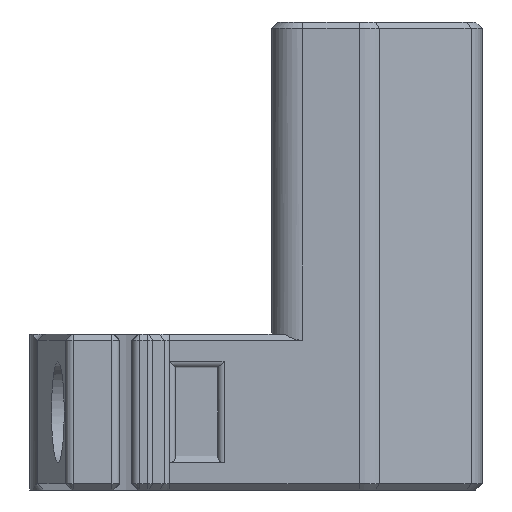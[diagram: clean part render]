
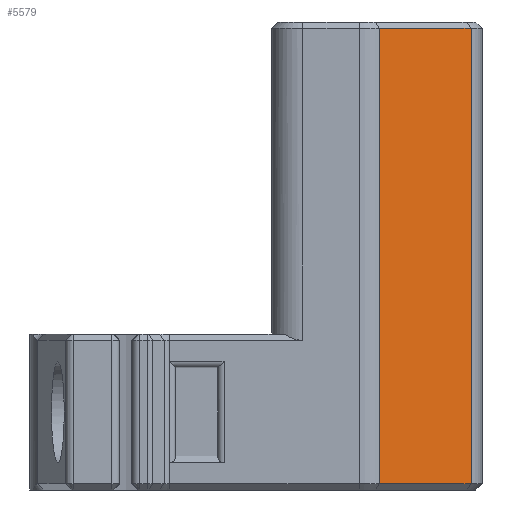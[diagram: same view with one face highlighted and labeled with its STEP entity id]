
A CAD part, left-side view. The second image highlights one B-rep face of the part: STEP entity #5579.
In plain terms, the highlighted planar face has unit normal (-0.766, -0.643, 0).
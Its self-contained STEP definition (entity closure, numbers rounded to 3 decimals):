
#595=FACE_OUTER_BOUND('',#941,.T.);
#941=EDGE_LOOP('',(#4276,#4277,#4278,#4279));
#1357=LINE('',#8459,#1916);
#1384=LINE('',#8539,#1943);
#1413=LINE('',#8630,#1972);
#1414=LINE('',#8632,#1973);
#1916=VECTOR('',#6805,10.);
#1943=VECTOR('',#6894,10.);
#1972=VECTOR('',#6975,10.);
#1973=VECTOR('',#6978,10.);
#2468=VERTEX_POINT('',#8453);
#2469=VERTEX_POINT('',#8457);
#2482=VERTEX_POINT('',#8534);
#2483=VERTEX_POINT('',#8538);
#3059=EDGE_CURVE('',#2469,#2468,#1357,.T.);
#3096=EDGE_CURVE('',#2482,#2483,#1384,.T.);
#3131=EDGE_CURVE('',#2483,#2469,#1413,.T.);
#3132=EDGE_CURVE('',#2468,#2482,#1414,.T.);
#4276=ORIENTED_EDGE('',*,*,#3059,.F.);
#4277=ORIENTED_EDGE('',*,*,#3131,.F.);
#4278=ORIENTED_EDGE('',*,*,#3096,.F.);
#4279=ORIENTED_EDGE('',*,*,#3132,.F.);
#5335=PLANE('',#6015);
#5579=ADVANCED_FACE('',(#595),#5335,.T.);
#6015=AXIS2_PLACEMENT_3D('',#8633,#6979,#6980);
#6805=DIRECTION('',(-0.643,0.766,0.));
#6894=DIRECTION('',(0.643,-0.766,0.));
#6975=DIRECTION('',(0.,0.,-1.));
#6978=DIRECTION('',(0.,0.,1.));
#6979=DIRECTION('center_axis',(-0.766,-0.643,0.));
#6980=DIRECTION('ref_axis',(0.,0.,
1.));
#8453=CARTESIAN_POINT('',(-30.537,-8.524,0.4));
#8457=CARTESIAN_POINT('',(-25.604,-14.402,0.4));
#8459=CARTESIAN_POINT('',(-28.422,-11.044,0.4));
#8534=CARTESIAN_POINT('',(-30.537,-8.524,29.6));
#8538=CARTESIAN_POINT('',(-25.604,-14.402,29.6));
#8539=CARTESIAN_POINT('',(-28.422,-11.044,29.6));
#8630=CARTESIAN_POINT('',(-25.604,-14.402,5.));
#8632=CARTESIAN_POINT('',(-30.537,-8.524,5.));
#8633=CARTESIAN_POINT('Origin',(-28.005,-11.541,5.));
